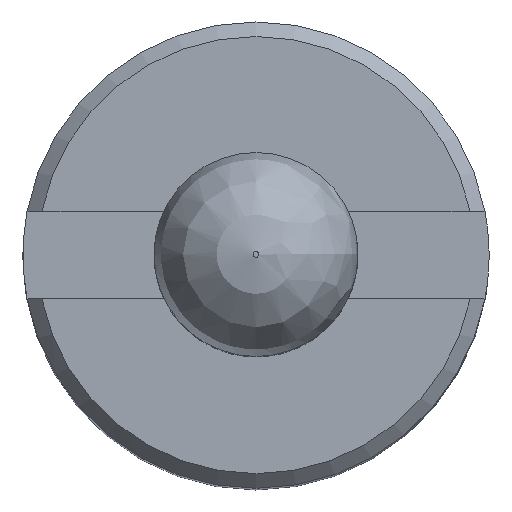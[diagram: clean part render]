
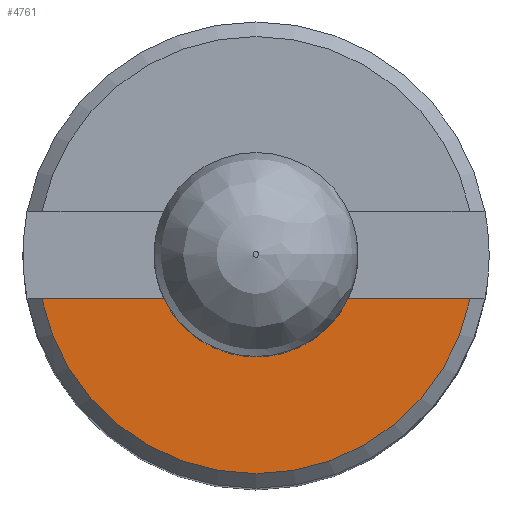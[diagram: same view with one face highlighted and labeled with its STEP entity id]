
A CAD part, top view. The second image highlights one B-rep face of the part: STEP entity #4761.
In plain terms, the highlighted face is planar.
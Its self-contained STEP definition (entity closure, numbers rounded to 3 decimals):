
#118=PLANE('',#5034);
#242=CIRCLE('',#5035,7.5);
#243=CIRCLE('',#5036,3.5);
#516=FACE_OUTER_BOUND('',#790,.T.);
#790=EDGE_LOOP('',(#4083,#4084,#4085,#4086));
#1087=LINE('',#11403,#1389);
#1093=LINE('',#11423,#1395);
#1389=VECTOR('',#5714,10.);
#1395=VECTOR('',#5722,10.);
#2089=VERTEX_POINT('',#11399);
#2091=VERTEX_POINT('',#11402);
#2095=VERTEX_POINT('',#11413);
#2098=VERTEX_POINT('',#11419);
#2747=EDGE_CURVE('',#2091,#2089,#1087,.T.);
#2755=EDGE_CURVE('',#2095,#2098,#1093,.T.);
#2778=EDGE_CURVE('',#2098,#2091,#242,.T.);
#2779=EDGE_CURVE('',#2095,#2089,#243,.T.);
#4083=ORIENTED_EDGE('',*,*,#2755,.T.);
#4084=ORIENTED_EDGE('',*,*,#2778,.T.);
#4085=ORIENTED_EDGE('',*,*,#2747,.T.);
#4086=ORIENTED_EDGE('',*,*,#2779,.F.);
#4761=ADVANCED_FACE('',(#516),#118,.T.);
#5034=AXIS2_PLACEMENT_3D('',#11469,#5766,#5767);
#5035=AXIS2_PLACEMENT_3D('',#11470,#5768,#5769);
#5036=AXIS2_PLACEMENT_3D('',#11471,#5770,#5771);
#5714=DIRECTION('',(0.,1.,0.));
#5722=DIRECTION('',(0.,1.,0.));
#5766=DIRECTION('center_axis',(1.,0.,0.));
#5767=DIRECTION('ref_axis',(0.,0.,-1.));
#5768=DIRECTION('center_axis',(1.,0.,0.));
#5769=DIRECTION('ref_axis',(0.,1.,0.));
#5770=DIRECTION('center_axis',(1.,0.,0.));
#5771=DIRECTION('ref_axis',(0.,1.,0.));
#11399=CARTESIAN_POINT('',(60.,-3.162,1.5));
#11402=CARTESIAN_POINT('',(60.,-7.348,1.5));
#11403=CARTESIAN_POINT('',(60.,6.923,1.5));
#11413=CARTESIAN_POINT('',(60.,3.162,1.5));
#11419=CARTESIAN_POINT('',(60.,7.348,1.5));
#11423=CARTESIAN_POINT('',(60.,6.923,1.5));
#11469=CARTESIAN_POINT('Origin',(60.,5.5,0.));
#11470=CARTESIAN_POINT('Origin',(60.,0.,0.));
#11471=CARTESIAN_POINT('Origin',(60.,0.,0.));
